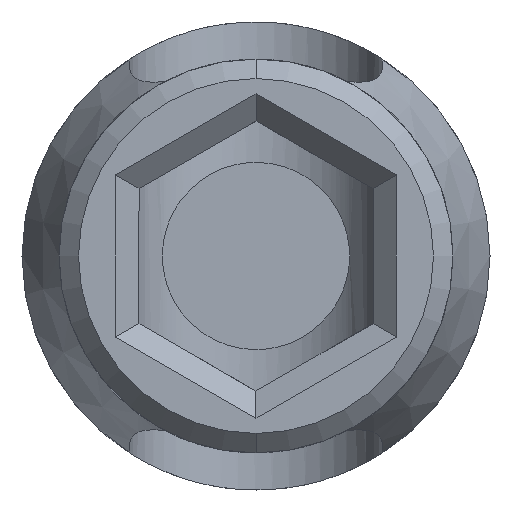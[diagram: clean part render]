
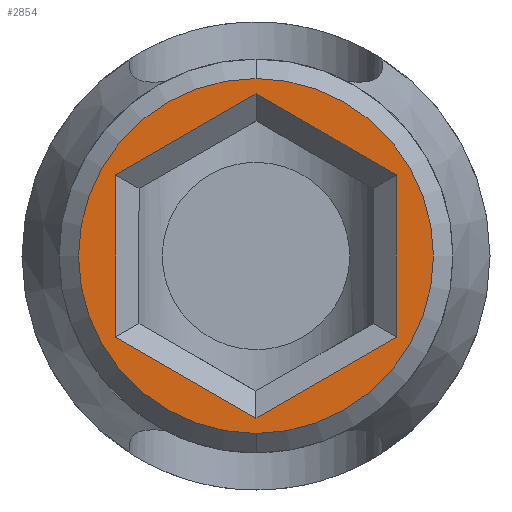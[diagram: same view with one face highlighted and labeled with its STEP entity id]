
A CAD part, front view. The second image highlights one B-rep face of the part: STEP entity #2854.
In plain terms, the highlighted planar face has unit normal (0, -1, 0).
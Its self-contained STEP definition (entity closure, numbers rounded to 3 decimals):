
#141 = CARTESIAN_POINT ( 'NONE',  ( 3.6, -31.2, 2.078 ) ) ;
#354 = EDGE_CURVE ( 'NONE', #6588, #3578, #2159, .T. ) ;
#459 = EDGE_CURVE ( 'NONE', #1325, #2146, #5017, .T. ) ;
#609 = CARTESIAN_POINT ( 'NONE',  ( 3.6, -31.2, -2.078 ) ) ;
#742 = AXIS2_PLACEMENT_3D ( 'NONE', #1223, #6022, #1116 ) ;
#1116 = DIRECTION ( 'NONE',  ( 0., 0., 1. ) ) ;
#1164 = CARTESIAN_POINT ( 'NONE',  ( -3.6, -31.2, 2.078 ) ) ;
#1223 = CARTESIAN_POINT ( 'NONE',  ( 0., -31.2, 0. ) ) ;
#1229 = EDGE_CURVE ( 'NONE', #2461, #6588, #4581, .T. ) ;
#1244 = LINE ( 'NONE', #6804, #5476 ) ;
#1272 = VERTEX_POINT ( 'NONE', #2037 ) ;
#1325 = VERTEX_POINT ( 'NONE', #1164 ) ;
#1353 = ORIENTED_EDGE ( 'NONE', *, *, #6964, .T. ) ;
#1830 = CARTESIAN_POINT ( 'NONE',  ( 0., -31.2, 0. ) ) ;
#1846 = EDGE_CURVE ( 'NONE', #3578, #6634, #5602, .T. ) ;
#1862 = DIRECTION ( 'NONE',  ( 0., 1., 0. ) ) ;
#1867 = DIRECTION ( 'NONE',  ( 0., 0., 1. ) ) ;
#1932 = ORIENTED_EDGE ( 'NONE', *, *, #3115, .F. ) ;
#2021 = ORIENTED_EDGE ( 'NONE', *, *, #459, .T. ) ;
#2037 = CARTESIAN_POINT ( 'NONE',  ( 0., -31.2, -4.55 ) ) ;
#2146 = VERTEX_POINT ( 'NONE', #2308 ) ;
#2153 = DIRECTION ( 'NONE',  ( -0.866, 0., -0.5 ) ) ;
#2159 = LINE ( 'NONE', #2640, #5659 ) ;
#2308 = CARTESIAN_POINT ( 'NONE',  ( 0., -31.2, 4.157 ) ) ;
#2461 = VERTEX_POINT ( 'NONE', #141 ) ;
#2555 = DIRECTION ( 'NONE',  ( 0., 0., -1. ) ) ;
#2562 = CARTESIAN_POINT ( 'NONE',  ( 3.6, -31.2, -1.732 ) ) ;
#2596 = EDGE_CURVE ( 'NONE', #6634, #1325, #4685, .T. ) ;
#2640 = CARTESIAN_POINT ( 'NONE',  ( 3.6, -31.2, -2.078 ) ) ;
#2662 = EDGE_CURVE ( 'NONE', #7052, #1272, #2935, .T. ) ;
#2685 = ORIENTED_EDGE ( 'NONE', *, *, #354, .T. ) ;
#2854 = ADVANCED_FACE ( 'NONE', ( #3018, #3132 ), #2979, .F. ) ;
#2935 = CIRCLE ( 'NONE', #4947, 4.55 ) ;
#2979 = PLANE ( 'NONE',  #4445 ) ;
#3018 = FACE_OUTER_BOUND ( 'NONE', #4336, .T. ) ;
#3046 = VECTOR ( 'NONE', #2555, 1000. ) ;
#3115 = EDGE_CURVE ( 'NONE', #1272, #7052, #6963, .T. ) ;
#3132 = FACE_BOUND ( 'NONE', #4571, .T. ) ;
#3518 = DIRECTION ( 'NONE',  ( 0., 0., 1. ) ) ;
#3578 = VERTEX_POINT ( 'NONE', #6148 ) ;
#3887 = ORIENTED_EDGE ( 'NONE', *, *, #1229, .T. ) ;
#4054 = DIRECTION ( 'NONE',  ( 0., 0., 1. ) ) ;
#4115 = CARTESIAN_POINT ( 'NONE',  ( -3.6, -31.2, -2.078 ) ) ;
#4254 = ORIENTED_EDGE ( 'NONE', *, *, #1846, .T. ) ;
#4280 = CARTESIAN_POINT ( 'NONE',  ( 0., -31.2, -4.157 ) ) ;
#4336 = EDGE_LOOP ( 'NONE', ( #6412, #1932 ) ) ;
#4350 = DIRECTION ( 'NONE',  ( -0.866, 0., 0.5 ) ) ;
#4445 = AXIS2_PLACEMENT_3D ( 'NONE', #7338, #7287, #4054 ) ;
#4571 = EDGE_LOOP ( 'NONE', ( #4254, #5798, #2021, #1353, #3887, #2685 ) ) ;
#4581 = LINE ( 'NONE', #2562, #3046 ) ;
#4621 = CARTESIAN_POINT ( 'NONE',  ( -3.6, -31.2, 2.078 ) ) ;
#4685 = LINE ( 'NONE', #4921, #6700 ) ;
#4921 = CARTESIAN_POINT ( 'NONE',  ( -3.6, -31.2, 1.732 ) ) ;
#4947 = AXIS2_PLACEMENT_3D ( 'NONE', #1830, #1862, #1867 ) ;
#5017 = LINE ( 'NONE', #4621, #6566 ) ;
#5476 = VECTOR ( 'NONE', #6643, 1000. ) ;
#5529 = VECTOR ( 'NONE', #4350, 1000. ) ;
#5602 = LINE ( 'NONE', #4280, #5529 ) ;
#5659 = VECTOR ( 'NONE', #2153, 1000. ) ;
#5798 = ORIENTED_EDGE ( 'NONE', *, *, #2596, .T. ) ;
#6022 = DIRECTION ( 'NONE',  ( 0., 1., 0. ) ) ;
#6148 = CARTESIAN_POINT ( 'NONE',  ( 0., -31.2, -4.157 ) ) ;
#6412 = ORIENTED_EDGE ( 'NONE', *, *, #2662, .F. ) ;
#6541 = CARTESIAN_POINT ( 'NONE',  ( 0., -31.2, 4.55 ) ) ;
#6566 = VECTOR ( 'NONE', #7623, 1000. ) ;
#6588 = VERTEX_POINT ( 'NONE', #609 ) ;
#6634 = VERTEX_POINT ( 'NONE', #4115 ) ;
#6643 = DIRECTION ( 'NONE',  ( 0.866, 0., -0.5 ) ) ;
#6700 = VECTOR ( 'NONE', #3518, 1000. ) ;
#6804 = CARTESIAN_POINT ( 'NONE',  ( 0., -31.2, 4.157 ) ) ;
#6963 = CIRCLE ( 'NONE', #742, 4.55 ) ;
#6964 = EDGE_CURVE ( 'NONE', #2146, #2461, #1244, .T. ) ;
#7052 = VERTEX_POINT ( 'NONE', #6541 ) ;
#7287 = DIRECTION ( 'NONE',  ( 0., 1., 0. ) ) ;
#7338 = CARTESIAN_POINT ( 'NONE',  ( -5.05, -31.2, 0. ) ) ;
#7623 = DIRECTION ( 'NONE',  ( 0.866, 0., 0.5 ) ) ;
